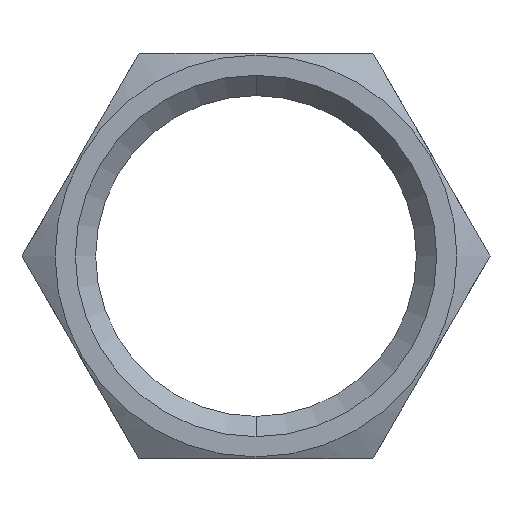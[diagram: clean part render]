
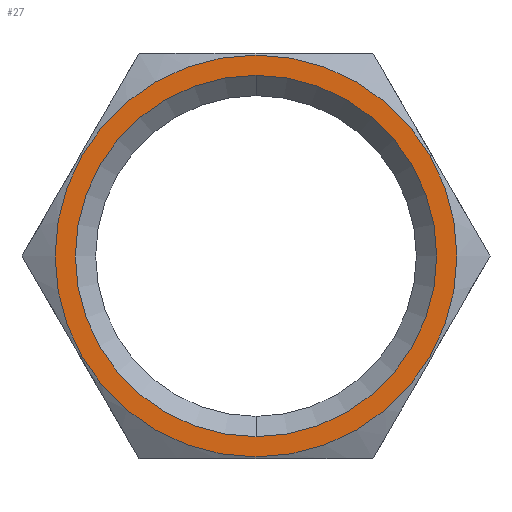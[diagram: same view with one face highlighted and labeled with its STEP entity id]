
A CAD part, front view. The second image highlights one B-rep face of the part: STEP entity #27.
In plain terms, the highlighted planar face has unit normal (0, -1, 0).
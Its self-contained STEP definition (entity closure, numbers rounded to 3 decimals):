
#27 = ADVANCED_FACE ( 'NONE', ( #173, #172 ), #171, .T. ) ;
#28 = EDGE_LOOP ( 'NONE', ( #29, #31 ) ) ;
#29 = ORIENTED_EDGE ( 'NONE', *, *, #30, .F. ) ;
#30 = EDGE_CURVE ( 'NONE', #119, #114, #326, .T. ) ;
#31 = ORIENTED_EDGE ( 'NONE', *, *, #118, .F. ) ;
#35 = ORIENTED_EDGE ( 'NONE', *, *, #36, .T. ) ;
#36 = EDGE_CURVE ( 'NONE', #259, #155, #201, .T. ) ;
#37 = ORIENTED_EDGE ( 'NONE', *, *, #154, .T. ) ;
#88 = EDGE_LOOP ( 'NONE', ( #35, #37 ) ) ;
#114 = VERTEX_POINT ( 'NONE', #386 ) ;
#118 = EDGE_CURVE ( 'NONE', #114, #119, #463, .T. ) ;
#119 = VERTEX_POINT ( 'NONE', #458 ) ;
#154 = EDGE_CURVE ( 'NONE', #155, #259, #562, .T. ) ;
#155 = VERTEX_POINT ( 'NONE', #613 ) ;
#171 = PLANE ( 'NONE',  #330 ) ;
#172 = FACE_OUTER_BOUND ( 'NONE', #88, .T. ) ;
#173 = FACE_BOUND ( 'NONE', #28, .T. ) ;
#201 = CIRCLE ( 'NONE', #226, 11.9 ) ;
#205 = DIRECTION ( 'NONE',  ( 0., 0., -1. ) ) ;
#206 = DIRECTION ( 'NONE',  ( 0., -1., 0. ) ) ;
#207 = CARTESIAN_POINT ( 'NONE',  ( 0., 0., 0. ) ) ;
#208 = AXIS2_PLACEMENT_3D ( 'NONE', #207, #206, #205 ) ;
#223 = DIRECTION ( 'NONE',  ( 0., 0., -1. ) ) ;
#224 = DIRECTION ( 'NONE',  ( 0., -1., 0. ) ) ;
#225 = CARTESIAN_POINT ( 'NONE',  ( 0., 0., 0. ) ) ;
#226 = AXIS2_PLACEMENT_3D ( 'NONE', #225, #224, #223 ) ;
#259 = VERTEX_POINT ( 'NONE', #538 ) ;
#326 = CIRCLE ( 'NONE', #208, 10.7 ) ;
#327 = DIRECTION ( 'NONE',  ( 0., 0., -1. ) ) ;
#328 = DIRECTION ( 'NONE',  ( 0., -1., 0. ) ) ;
#329 = CARTESIAN_POINT ( 'NONE',  ( 0., 0., 0. ) ) ;
#330 = AXIS2_PLACEMENT_3D ( 'NONE', #329, #328, #327 ) ;
#386 = CARTESIAN_POINT ( 'NONE',  ( 0., 0., 10.7 ) ) ;
#458 = CARTESIAN_POINT ( 'NONE',  ( 0., 0., -10.7 ) ) ;
#459 = DIRECTION ( 'NONE',  ( 0., 0., -1. ) ) ;
#460 = DIRECTION ( 'NONE',  ( 0., -1., 0. ) ) ;
#461 = CARTESIAN_POINT ( 'NONE',  ( 0., 0., 0. ) ) ;
#462 = AXIS2_PLACEMENT_3D ( 'NONE', #461, #460, #459 ) ;
#463 = CIRCLE ( 'NONE', #462, 10.7 ) ;
#538 = CARTESIAN_POINT ( 'NONE',  ( 0., 0., 11.9 ) ) ;
#554 = DIRECTION ( 'NONE',  ( 0., -1., 0. ) ) ;
#555 = CARTESIAN_POINT ( 'NONE',  ( 0., 0., 0. ) ) ;
#556 = AXIS2_PLACEMENT_3D ( 'NONE', #555, #554, #614 ) ;
#562 = CIRCLE ( 'NONE', #556, 11.9 ) ;
#613 = CARTESIAN_POINT ( 'NONE',  ( 0., 0., -11.9 ) ) ;
#614 = DIRECTION ( 'NONE',  ( 0., 0., -1. ) ) ;
